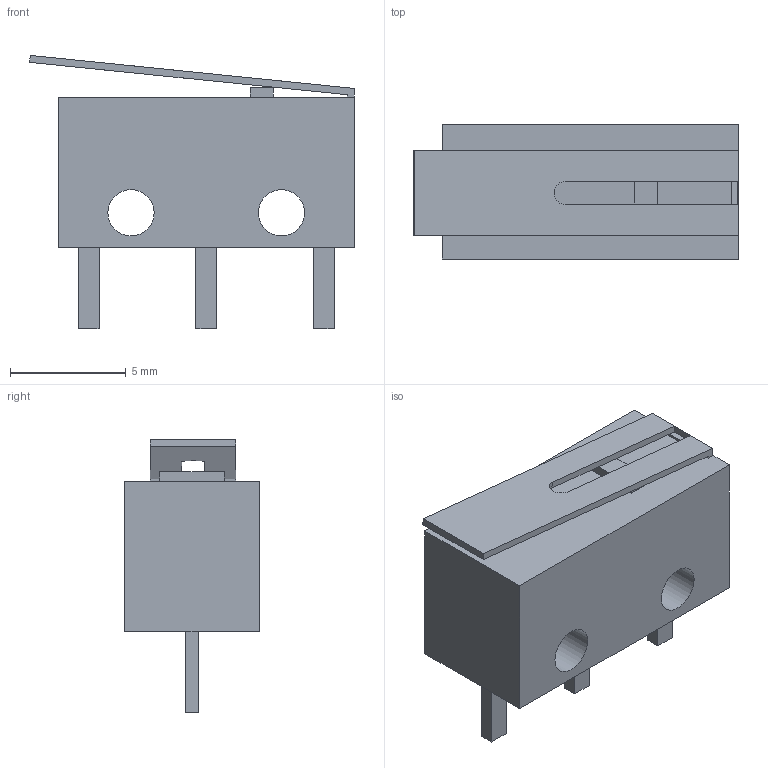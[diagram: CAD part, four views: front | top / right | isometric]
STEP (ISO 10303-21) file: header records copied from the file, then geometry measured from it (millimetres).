
FILE_DESCRIPTION(/* description */ ('Alibre Inc.'),/* implementation_level */ '2;1');
FILE_NAME(/* name */ 'export0',/* time_stamp */ '2016-06-15T23:07:10+01:00',/* author */ (''),/* organization */ (''),/* preprocessor_version */ 'ST-DEVELOPER v14',/* originating_system */ 'Alibre',/* authorisation */ '');
FILE_SCHEMA (('CONFIG_CONTROL_DESIGN'));
Length unit declared in the file: centimetre
Products named in the file (1): ID_1
Bounding box: 14.03 x 5.8 x 11.8 mm (x, y, z)
Volume: 466.3 mm3; surface area: 588.6 mm2
Topology: 1 solids, 1 shells, 39 faces, 101 edges, 66 vertices
Faces by surface type: plane 36, cylinder 3
Full cylindrical faces by diameter (mm): 2 x2
Entity records: 1200 total; most frequent: CARTESIAN_POINT 199, ORIENTED_EDGE 198, DIRECTION 142, EDGE_CURVE 99, VECTOR 88, LINE 88, VERTEX_POINT 66, EDGE_LOOP 49
